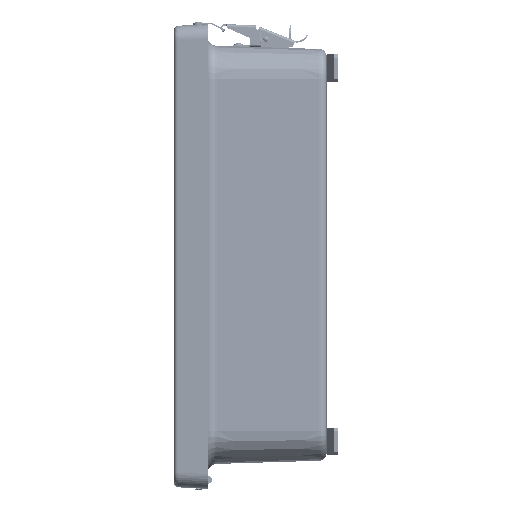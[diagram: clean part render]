
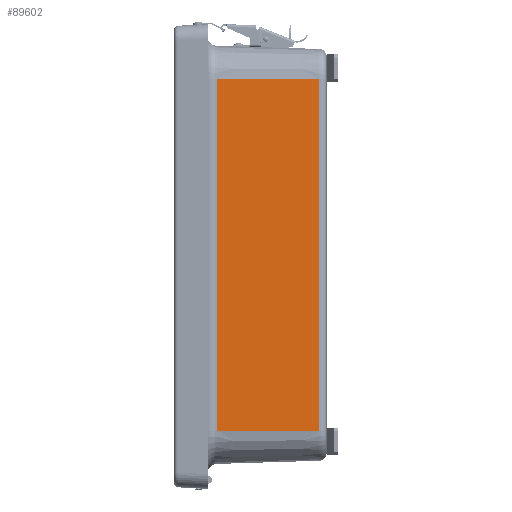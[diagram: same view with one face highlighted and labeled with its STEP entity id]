
A CAD part, left-side view. The second image highlights one B-rep face of the part: STEP entity #89602.
In plain terms, the highlighted planar face has unit normal (-1, -0.03, 0).
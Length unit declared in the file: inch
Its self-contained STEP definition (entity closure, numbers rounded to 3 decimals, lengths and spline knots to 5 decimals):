
#903 = EDGE_CURVE ( 'NONE', #34408, #103144, #24252, .T. ) ;
#5405 = ORIENTED_EDGE ( 'NONE', *, *, #38260, .F. ) ;
#6338 = ORIENTED_EDGE ( 'NONE', *, *, #57405, .T. ) ;
#8128 = CARTESIAN_POINT ( 'NONE',  ( -6.199, 0., -5.199 ) ) ;
#9190 = CARTESIAN_POINT ( 'NONE',  ( -6.199, 0., -5.199 ) ) ;
#10195 = VECTOR ( 'NONE', #103270, 39.37008 ) ;
#10462 = LINE ( 'NONE', #52756, #103877 ) ;
#20085 = ORIENTED_EDGE ( 'NONE', *, *, #903, .T. ) ;
#23366 = CARTESIAN_POINT ( 'NONE',  ( -6.07946, -3.91269, -5.199 ) ) ;
#24252 = LINE ( 'NONE', #103962, #10195 ) ;
#25778 = VECTOR ( 'NONE', #37871, 39.37008 ) ;
#29169 = VERTEX_POINT ( 'NONE', #23366 ) ;
#32854 = DIRECTION ( 'NONE',  ( -1., -0.031, 0. ) ) ;
#34272 = CARTESIAN_POINT ( 'NONE',  ( -6.07946, -3.91269, 5.199 ) ) ;
#34408 = VERTEX_POINT ( 'NONE', #34272 ) ;
#37871 = DIRECTION ( 'NONE',  ( 0., 0., -1. ) ) ;
#38260 = EDGE_CURVE ( 'NONE', #29169, #99279, #89321, .T. ) ;
#44571 = VECTOR ( 'NONE', #82547, 39.37008 ) ;
#46986 = CARTESIAN_POINT ( 'NONE',  ( -6.17161, -0.89647, 5.199 ) ) ;
#52756 = CARTESIAN_POINT ( 'NONE',  ( -6.07946, -3.91269, -5.199 ) ) ;
#57405 = EDGE_CURVE ( 'NONE', #103144, #99279, #75693, .T. ) ;
#57570 = DIRECTION ( 'NONE',  ( 0.031, -1., 0. ) ) ;
#64243 = ORIENTED_EDGE ( 'NONE', *, *, #76302, .T. ) ;
#65033 = PLANE ( 'NONE',  #69541 ) ;
#68453 = DIRECTION ( 'NONE',  ( 0., 0., 1. ) ) ;
#69541 = AXIS2_PLACEMENT_3D ( 'NONE', #8128, #32854, #57570 ) ;
#70036 = CARTESIAN_POINT ( 'NONE',  ( -6.17161, -0.89647, -5.199 ) ) ;
#75693 = LINE ( 'NONE', #70036, #25778 ) ;
#76302 = EDGE_CURVE ( 'NONE', #29169, #34408, #10462, .T. ) ;
#82547 = DIRECTION ( 'NONE',  ( -0.031, 1., 0. ) ) ;
#85833 = EDGE_LOOP ( 'NONE', ( #5405, #64243, #20085, #6338 ) ) ;
#88773 = CARTESIAN_POINT ( 'NONE',  ( -6.17161, -0.89647, -5.199 ) ) ;
#89321 = LINE ( 'NONE', #9190, #44571 ) ;
#89602 = ADVANCED_FACE ( 'NONE', ( #94763 ), #65033, .T. ) ;
#94763 = FACE_OUTER_BOUND ( 'NONE', #85833, .T. ) ;
#99279 = VERTEX_POINT ( 'NONE', #88773 ) ;
#103144 = VERTEX_POINT ( 'NONE', #46986 ) ;
#103270 = DIRECTION ( 'NONE',  ( -0.031, 1., 0. ) ) ;
#103877 = VECTOR ( 'NONE', #68453, 39.37008 ) ;
#103962 = CARTESIAN_POINT ( 'NONE',  ( -6.199, 0., 5.199 ) ) ;
